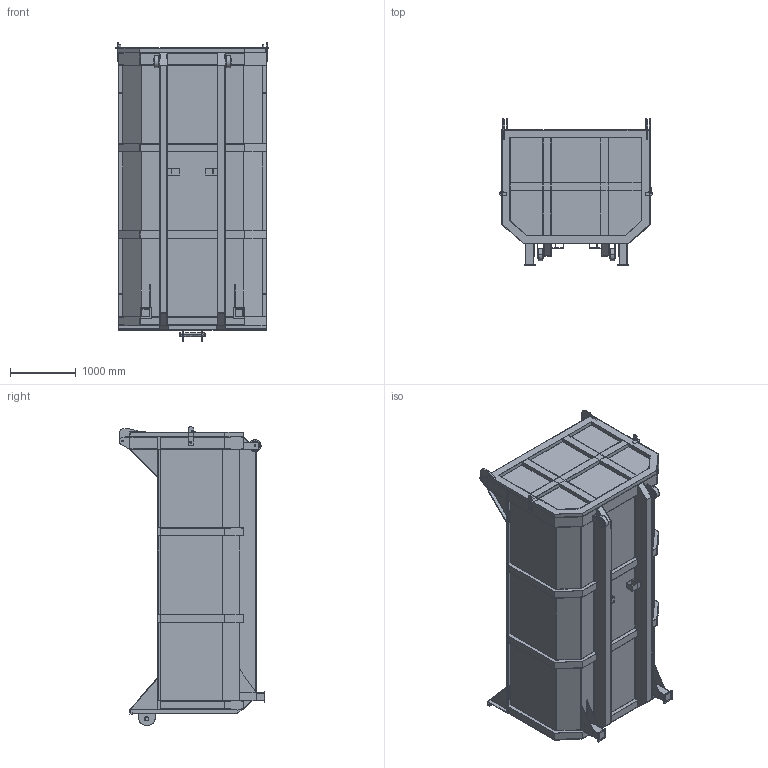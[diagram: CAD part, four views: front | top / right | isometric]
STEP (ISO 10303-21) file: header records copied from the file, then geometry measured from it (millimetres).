
FILE_DESCRIPTION(('FreeCAD Model'),'2;1');
FILE_NAME('Open CASCADE Shape Model','2025-05-04T18:26:29',('FreeCAD'),( 'FreeCAD'),'Open CASCADE STEP processor 7.6','FreeCAD','Unknown');
FILE_SCHEMA(('AUTOMOTIVE_DESIGN { 1 0 10303 214 1 1 1 1 }'));
Products named in the file (1): Open CASCADE STEP translator 7.6 1
Bounding box: 2314.14 x 2207.26 x 4527.73 mm (x, y, z)
Surface area: 84174516.1 mm2 (no closed solid volume)
Topology: 0 solids, 806 shells, 806 faces, 4072 edges, 4072 vertices
Faces by surface type: bspline 806
Entity records: 38062 total; most frequent: CARTESIAN_POINT 17297, ORIENTED_EDGE 4072, EDGE_CURVE 4072, VERTEX_POINT 4072, B_SPLINE_CURVE_WITH_KNOTS 3678, FACE_BOUND 864, EDGE_LOOP 864, SHELL_BASED_SURFACE_MODEL 806
